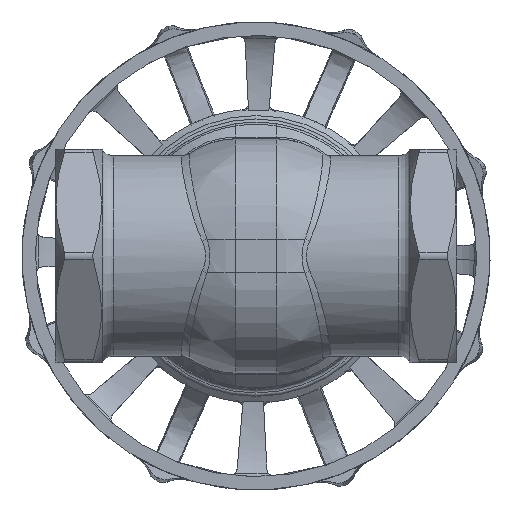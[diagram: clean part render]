
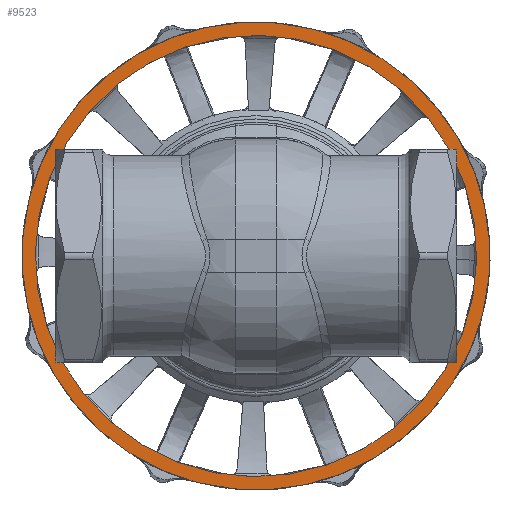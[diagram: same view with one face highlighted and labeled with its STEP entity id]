
A CAD part, front view. The second image highlights one B-rep face of the part: STEP entity #9523.
In plain terms, the highlighted planar face has unit normal (0, -1, 0).
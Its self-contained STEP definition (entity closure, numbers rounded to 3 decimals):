
#1039=FACE_BOUND('',#2305,.T.);
#1180=PLANE('',#10294);
#1775=FACE_OUTER_BOUND('',#2304,.T.);
#2304=EDGE_LOOP('',(#8368,#8369,#8370,#8371,#8372,#8373,#8374,#8375));
#2305=EDGE_LOOP('',(#8376));
#3248=CIRCLE('',#10094,33.);
#3302=CIRCLE('',#10263,35.);
#3303=CIRCLE('',#10265,35.);
#3304=CIRCLE('',#10267,35.);
#3305=CIRCLE('',#10269,35.);
#3306=CIRCLE('',#10271,35.);
#3307=CIRCLE('',#10273,35.);
#3308=CIRCLE('',#10275,35.);
#3314=CIRCLE('',#10295,35.);
#3925=VERTEX_POINT('',#17910);
#4183=VERTEX_POINT('',#24591);
#4184=VERTEX_POINT('',#24679);
#4185=VERTEX_POINT('',#24767);
#4186=VERTEX_POINT('',#24855);
#4187=VERTEX_POINT('',#24943);
#4188=VERTEX_POINT('',#25027);
#4189=VERTEX_POINT('',#25115);
#4191=VERTEX_POINT('',#25216);
#5108=EDGE_CURVE('',#3925,#3925,#3248,.T.);
#5571=EDGE_CURVE('',#4191,#4189,#3302,.T.);
#5572=EDGE_CURVE('',#4189,#4188,#3303,.T.);
#5573=EDGE_CURVE('',#4188,#4187,#3304,.T.);
#5574=EDGE_CURVE('',#4187,#4186,#3305,.T.);
#5575=EDGE_CURVE('',#4186,#4185,#3306,.T.);
#5576=EDGE_CURVE('',#4185,#4184,#3307,.T.);
#5577=EDGE_CURVE('',#4184,#4183,#3308,.T.);
#5605=EDGE_CURVE('',#4183,#4191,#3314,.T.);
#8368=ORIENTED_EDGE('',*,*,#5571,.F.);
#8369=ORIENTED_EDGE('',*,*,#5605,.F.);
#8370=ORIENTED_EDGE('',*,*,#5577,.F.);
#8371=ORIENTED_EDGE('',*,*,#5576,.F.);
#8372=ORIENTED_EDGE('',*,*,#5575,.F.);
#8373=ORIENTED_EDGE('',*,*,#5574,.F.);
#8374=ORIENTED_EDGE('',*,*,#5573,.F.);
#8375=ORIENTED_EDGE('',*,*,#5572,.F.);
#8376=ORIENTED_EDGE('',*,*,#5108,.T.);
#9523=ADVANCED_FACE('',(#1775,#1039),#1180,.T.);
#10094=AXIS2_PLACEMENT_3D('',#17912,#11503,#11504);
#10263=AXIS2_PLACEMENT_3D('',#25218,#11888,#11889);
#10265=AXIS2_PLACEMENT_3D('',#25220,#11892,#11893);
#10267=AXIS2_PLACEMENT_3D('',#25222,#11896,#11897);
#10269=AXIS2_PLACEMENT_3D('',#25224,#11900,#11901);
#10271=AXIS2_PLACEMENT_3D('',#25226,#11904,#11905);
#10273=AXIS2_PLACEMENT_3D('',#25228,#11908,#11909);
#10275=AXIS2_PLACEMENT_3D('',#25230,#11912,#11913);
#10294=AXIS2_PLACEMENT_3D('',#25525,#11953,#11954);
#10295=AXIS2_PLACEMENT_3D('',#25526,#11955,#11956);
#11503=DIRECTION('center_axis',(0.,1.,0.));
#11504=DIRECTION('ref_axis',(1.,0.,0.));
#11888=DIRECTION('center_axis',(0.,1.,0.));
#11889=DIRECTION('ref_axis',(1.,0.,0.));
#11892=DIRECTION('center_axis',(0.,1.,0.));
#11893=DIRECTION('ref_axis',(1.,0.,0.));
#11896=DIRECTION('center_axis',(0.,1.,0.));
#11897=DIRECTION('ref_axis',(1.,0.,0.));
#11900=DIRECTION('center_axis',(0.,1.,0.));
#11901=DIRECTION('ref_axis',(1.,0.,0.));
#11904=DIRECTION('center_axis',(0.,1.,0.));
#11905=DIRECTION('ref_axis',(1.,0.,0.));
#11908=DIRECTION('center_axis',(0.,1.,0.));
#11909=DIRECTION('ref_axis',(1.,0.,0.));
#11912=DIRECTION('center_axis',(0.,1.,0.));
#11913=DIRECTION('ref_axis',(1.,0.,0.));
#11953=DIRECTION('center_axis',(0.,-1.,0.));
#11954=DIRECTION('ref_axis',(0.,0.,-1.));
#11955=DIRECTION('center_axis',(0.,1.,0.));
#11956=DIRECTION('ref_axis',(1.,0.,0.));
#17910=CARTESIAN_POINT('',(0.,6.,-33.));
#17912=CARTESIAN_POINT('Origin',(0.,6.,0.));
#24591=CARTESIAN_POINT('',(13.394,6.,-32.336));
#24679=CARTESIAN_POINT('',(32.336,6.,-13.394));
#24767=CARTESIAN_POINT('',(32.336,6.,13.394));
#24855=CARTESIAN_POINT('',(13.394,6.,32.336));
#24943=CARTESIAN_POINT('',(-13.394,6.,32.336));
#25027=CARTESIAN_POINT('',(-32.336,6.,13.394));
#25115=CARTESIAN_POINT('',(-32.336,6.,-13.394));
#25216=CARTESIAN_POINT('',(-13.394,6.,-32.336));
#25218=CARTESIAN_POINT('Origin',(0.,6.,0.));
#25220=CARTESIAN_POINT('Origin',(0.,6.,0.));
#25222=CARTESIAN_POINT('Origin',(0.,6.,0.));
#25224=CARTESIAN_POINT('Origin',(0.,6.,0.));
#25226=CARTESIAN_POINT('Origin',(0.,6.,0.));
#25228=CARTESIAN_POINT('Origin',(0.,6.,0.));
#25230=CARTESIAN_POINT('Origin',(0.,6.,0.));
#25525=CARTESIAN_POINT('Origin',(0.,6.,35.));
#25526=CARTESIAN_POINT('Origin',(0.,6.,0.));
